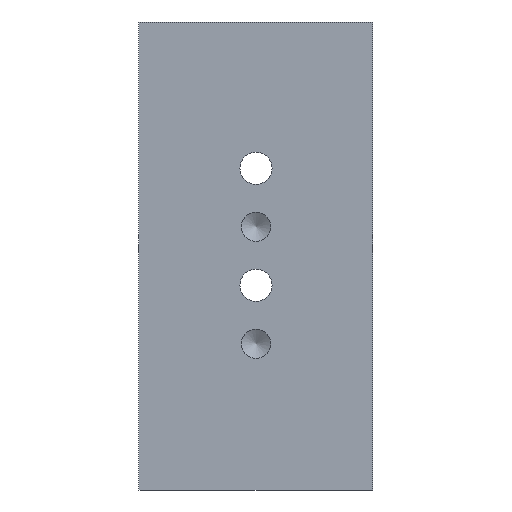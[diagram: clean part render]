
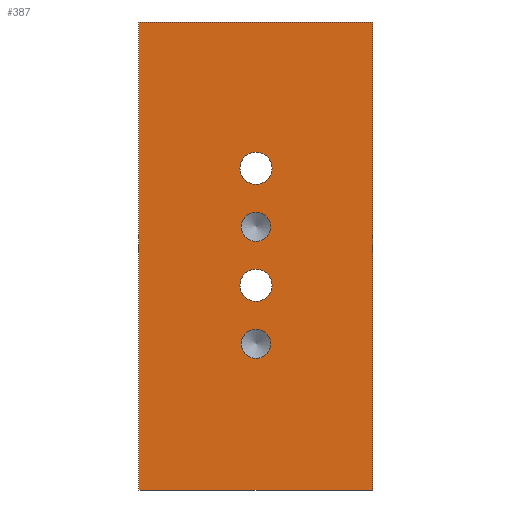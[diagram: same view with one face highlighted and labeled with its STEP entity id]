
A CAD part, front view. The second image highlights one B-rep face of the part: STEP entity #387.
In plain terms, the highlighted planar face has unit normal (0, -1, 0).
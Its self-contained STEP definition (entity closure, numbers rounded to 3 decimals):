
#32=CIRCLE('',#425,2.5);
#33=CIRCLE('',#426,2.5);
#34=CIRCLE('',#427,2.75);
#35=CIRCLE('',#428,2.75);
#52=ORIENTED_EDGE('',*,*,#148,.T.);
#53=ORIENTED_EDGE('',*,*,#149,.T.);
#54=ORIENTED_EDGE('',*,*,#150,.T.);
#55=ORIENTED_EDGE('',*,*,#151,.T.);
#56=ORIENTED_EDGE('',*,*,#152,.T.);
#57=ORIENTED_EDGE('',*,*,#153,.F.);
#58=ORIENTED_EDGE('',*,*,#154,.F.);
#59=ORIENTED_EDGE('',*,*,#145,.T.);
#145=EDGE_CURVE('',#194,#193,#231,.T.);
#148=EDGE_CURVE('',#196,#196,#32,.T.);
#149=EDGE_CURVE('',#197,#197,#33,.T.);
#150=EDGE_CURVE('',#198,#198,#34,.T.);
#151=EDGE_CURVE('',#199,#199,#35,.T.);
#152=EDGE_CURVE('',#193,#200,#234,.T.);
#153=EDGE_CURVE('',#201,#200,#235,.T.);
#154=EDGE_CURVE('',#194,#201,#236,.T.);
#193=VERTEX_POINT('',#581);
#194=VERTEX_POINT('',#583);
#196=VERTEX_POINT('',#589);
#197=VERTEX_POINT('',#591);
#198=VERTEX_POINT('',#593);
#199=VERTEX_POINT('',#595);
#200=VERTEX_POINT('',#597);
#201=VERTEX_POINT('',#599);
#231=LINE('',#582,#263);
#234=LINE('',#596,#266);
#235=LINE('',#598,#267);
#236=LINE('',#600,#268);
#263=VECTOR('',#468,1000.);
#266=VECTOR('',#481,1000.);
#267=VECTOR('',#482,1000.);
#268=VECTOR('',#483,1000.);
#295=EDGE_LOOP('',(#52));
#296=EDGE_LOOP('',(#53));
#297=EDGE_LOOP('',(#54));
#298=EDGE_LOOP('',(#55));
#299=EDGE_LOOP('',(#56,#57,#58,#59));
#333=FACE_BOUND('',#295,.T.);
#334=FACE_BOUND('',#296,.T.);
#335=FACE_BOUND('',#297,.T.);
#336=FACE_BOUND('',#298,.T.);
#337=FACE_BOUND('',#299,.T.);
#373=PLANE('',#424);
#387=ADVANCED_FACE('',(#333,#334,#335,#336,#337),#373,.F.);
#424=AXIS2_PLACEMENT_3D('',#587,#471,#472);
#425=AXIS2_PLACEMENT_3D('',#588,#473,#474);
#426=AXIS2_PLACEMENT_3D('',#590,#475,#476);
#427=AXIS2_PLACEMENT_3D('',#592,#477,#478);
#428=AXIS2_PLACEMENT_3D('',#594,#479,#480);
#468=DIRECTION('',(0.,0.,-1.));
#471=DIRECTION('',(0.,1.,0.));
#472=DIRECTION('',(0.,0.,1.));
#473=DIRECTION('',(0.,1.,0.));
#474=DIRECTION('',(0.,0.,1.));
#475=DIRECTION('',(0.,1.,0.));
#476=DIRECTION('',(0.,0.,1.));
#477=DIRECTION('',(0.,1.,0.));
#478=DIRECTION('',(0.,0.,1.));
#479=DIRECTION('',(0.,1.,0.));
#480=DIRECTION('',(0.,0.,1.));
#481=DIRECTION('',(1.,0.,0.));
#482=DIRECTION('',(0.,0.,-1.));
#483=DIRECTION('',(1.,0.,0.));
#581=CARTESIAN_POINT('',(-20.,0.,0.));
#582=CARTESIAN_POINT('',(-20.,0.,80.));
#583=CARTESIAN_POINT('',(-20.,0.,80.));
#587=CARTESIAN_POINT('',(-20.,0.,80.));
#588=CARTESIAN_POINT('',(0.,0.,45.));
#589=CARTESIAN_POINT('',(0.,0.,47.5));
#590=CARTESIAN_POINT('',(0.,0.,25.));
#591=CARTESIAN_POINT('',(0.,0.,27.5));
#592=CARTESIAN_POINT('',(0.,0.,55.));
#593=CARTESIAN_POINT('',(0.,0.,57.75));
#594=CARTESIAN_POINT('',(0.,0.,35.));
#595=CARTESIAN_POINT('',(0.,0.,37.75));
#596=CARTESIAN_POINT('',(-20.,0.,0.));
#597=CARTESIAN_POINT('',(20.,0.,0.));
#598=CARTESIAN_POINT('',(20.,0.,80.));
#599=CARTESIAN_POINT('',(20.,0.,80.));
#600=CARTESIAN_POINT('',(-20.,0.,80.));
